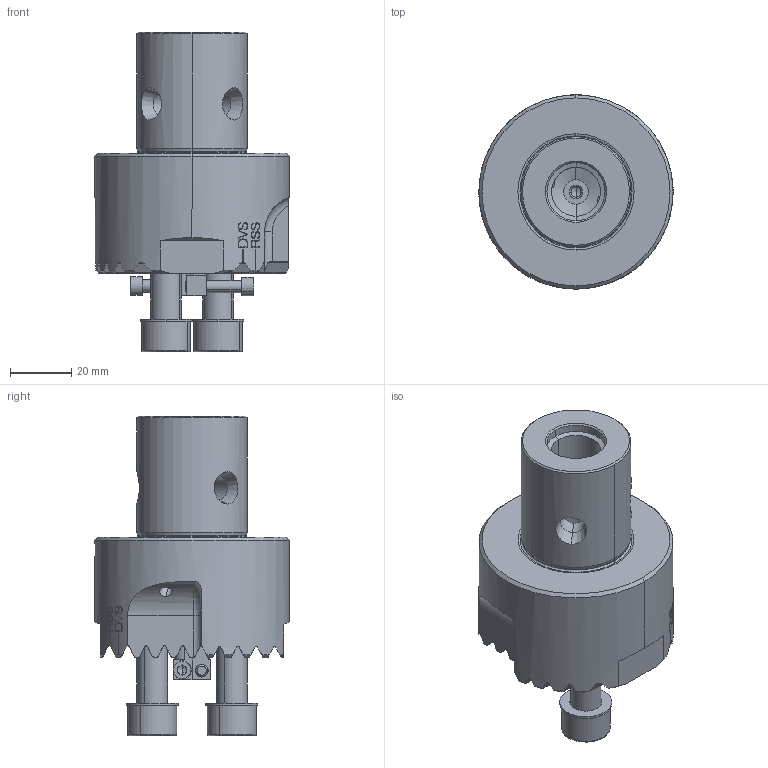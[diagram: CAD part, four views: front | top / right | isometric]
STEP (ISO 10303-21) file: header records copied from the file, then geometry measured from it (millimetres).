
FILE_DESCRIPTION(('no description'),'unknown implementation level');
FILE_NAME('26914EF0-0126-4917-8FA2-355029D407BB_export.stp',' ',('CIMSOURCE GmbH'),('CADClick - KiM GmbH - www.kimweb.de'),'unknown preprocess','ACIS','unknown authorization');
FILE_SCHEMA(('automotive_design'));
Length unit declared in the file: millimetre
Products named in the file (8): 319.604N Kaiser SW68-90(110)xCKN6 AL|690.106 Kaiser ETL M10 X 35A;Fase1; 319.604N Kaiser SW68-90(110)xCKN6 AL|693.179 Kaiser ETL �10.5_17_eingebaut (flach);Rotation1; 319.604N Kaiser SW68-90(110)xCKN6 AL|690.196 Kaiser ETL M4x0.5x18.5 spez;Linear austragen2; 319.604N Kaiser SW68-90(110)xCKN6 AL|319.650 Kaiser ETL SW68;Fase1; 319.604N Kaiser SW68-90(110)xCKN6 AL|319.635N Kaiser SW68xCKN6 AL;Kreismuster6
Bounding box: 63.5 x 63.5 x 104.5 mm (x, y, z)
Volume: 145502.5 mm3; surface area: 33737.5 mm2
Topology: 8 solids, 8 shells, 658 faces, 1717 edges, 1092 vertices
Faces by surface type: plane 224, cylinder 194, bspline 130, cone 86, torus 18, sphere 6
Entity records: 52944 total; most frequent: CARTESIAN_POINT 18412, STYLED_ITEM 3459, PRESENTATION_STYLE_ASSIGNMENT 3459, COLOUR_RGB 3459, ORIENTED_EDGE 3402, DIRECTION 2783, EDGE_CURVE 1701, CURVE_STYLE 1701
